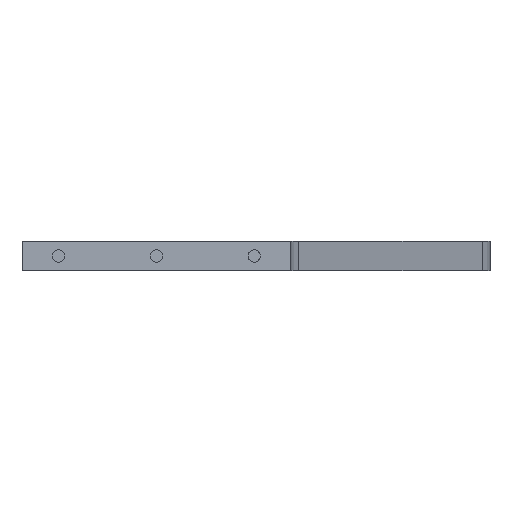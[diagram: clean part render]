
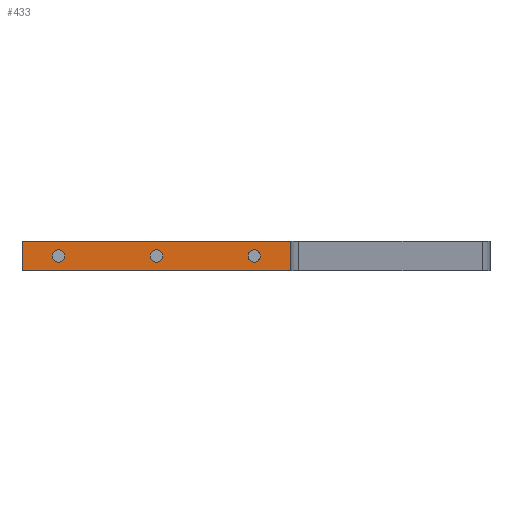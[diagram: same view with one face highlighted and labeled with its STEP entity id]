
A CAD part, front view. The second image highlights one B-rep face of the part: STEP entity #433.
In plain terms, the highlighted planar face has unit normal (0, -1, 0).
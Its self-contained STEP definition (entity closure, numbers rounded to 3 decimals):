
#12 = VERTEX_POINT ( 'NONE', #231 ) ;
#43 = VERTEX_POINT ( 'NONE', #264 ) ;
#56 = VERTEX_POINT ( 'NONE', #277 ) ;
#170 = EDGE_LOOP ( 'NONE', ( #865, #866 ) ) ;
#171 = EDGE_LOOP ( 'NONE', ( #867, #868 ) ) ;
#178 = EDGE_LOOP ( 'NONE', ( #869, #870, #871, #872 ) ) ;
#231 = CARTESIAN_POINT ( 'NONE',  ( 110., 0., 0. ) ) ;
#264 = CARTESIAN_POINT ( 'NONE',  ( 0., 0., 12. ) ) ;
#277 = CARTESIAN_POINT ( 'NONE',  ( 110., 0., 12. ) ) ;
#433 = ADVANCED_FACE ( 'NONE', ( #2356, #2360, #2358, #2359 ), #2688, .F. ) ;
#863 = ORIENTED_EDGE ( 'NONE', *, *, #1335, .F. ) ;
#864 = ORIENTED_EDGE ( 'NONE', *, *, #2500, .F. ) ;
#865 = ORIENTED_EDGE ( 'NONE', *, *, #1336, .F. ) ;
#866 = ORIENTED_EDGE ( 'NONE', *, *, #2504, .F. ) ;
#867 = ORIENTED_EDGE ( 'NONE', *, *, #1397, .F. ) ;
#868 = ORIENTED_EDGE ( 'NONE', *, *, #2508, .F. ) ;
#869 = ORIENTED_EDGE ( 'NONE', *, *, #949, .T. ) ;
#870 = ORIENTED_EDGE ( 'NONE', *, *, #1398, .F. ) ;
#871 = ORIENTED_EDGE ( 'NONE', *, *, #1309, .F. ) ;
#872 = ORIENTED_EDGE ( 'NONE', *, *, #1333, .T. ) ;
#907 = EDGE_LOOP ( 'NONE', ( #863, #864 ) ) ;
#949 = EDGE_CURVE ( 'NONE', #1104, #12, #3408, .T. ) ;
#1086 = VERTEX_POINT ( 'NONE', #5216 ) ;
#1087 = VERTEX_POINT ( 'NONE', #5220 ) ;
#1088 = VERTEX_POINT ( 'NONE', #5215 ) ;
#1104 = VERTEX_POINT ( 'NONE', #5234 ) ;
#1149 = VERTEX_POINT ( 'NONE', #5279 ) ;
#1150 = VERTEX_POINT ( 'NONE', #5280 ) ;
#1151 = VERTEX_POINT ( 'NONE', #5281 ) ;
#1309 = EDGE_CURVE ( 'NONE', #43, #56, #3498, .T. ) ;
#1333 = EDGE_CURVE ( 'NONE', #43, #1104, #5686, .T. ) ;
#1335 = EDGE_CURVE ( 'NONE', #1088, #1087, #5690, .T. ) ;
#1336 = EDGE_CURVE ( 'NONE', #1149, #1086, #5687, .T. ) ;
#1397 = EDGE_CURVE ( 'NONE', #1151, #1150, #5783, .T. ) ;
#1398 = EDGE_CURVE ( 'NONE', #56, #12, #5767, .T. ) ;
#2356 = FACE_BOUND ( 'NONE', #907, .T. ) ;
#2358 = FACE_BOUND ( 'NONE', #171, .T. ) ;
#2359 = FACE_OUTER_BOUND ( 'NONE', #178, .T. ) ;
#2360 = FACE_BOUND ( 'NONE', #170, .T. ) ;
#2500 = EDGE_CURVE ( 'NONE', #1087, #1088, #6712, .T. ) ;
#2504 = EDGE_CURVE ( 'NONE', #1086, #1149, #6710, .T. ) ;
#2508 = EDGE_CURVE ( 'NONE', #1150, #1151, #6717, .T. ) ;
#2542 = AXIS2_PLACEMENT_3D ( 'NONE', #2687, #2680, #2689 ) ;
#2680 = DIRECTION ( 'NONE',  ( 0., 1., 0. ) ) ;
#2687 = CARTESIAN_POINT ( 'NONE',  ( 0., 0., 12. ) ) ;
#2688 = PLANE ( 'NONE',  #2542 ) ;
#2689 = DIRECTION ( 'NONE',  ( 0., 0., 1. ) ) ;
#3408 = LINE ( 'NONE', #4888, #3412 ) ;
#3412 = VECTOR ( 'NONE', #4893, 1000. ) ;
#3498 = LINE ( 'NONE', #5428, #3501 ) ;
#3501 = VECTOR ( 'NONE', #5434, 1000. ) ;
#4514 = AXIS2_PLACEMENT_3D ( 'NONE', #5496, #5497, #5498 ) ;
#4515 = AXIS2_PLACEMENT_3D ( 'NONE', #5500, #5501, #5502 ) ;
#4888 = CARTESIAN_POINT ( 'NONE',  ( 0., 0., 0. ) ) ;
#4893 = DIRECTION ( 'NONE',  ( 1., 0., 0. ) ) ;
#5113 = AXIS2_PLACEMENT_3D ( 'NONE', #5652, #5653, #5654 ) ;
#5150 = AXIS2_PLACEMENT_3D ( 'NONE', #7090, #7091, #7092 ) ;
#5152 = AXIS2_PLACEMENT_3D ( 'NONE', #7100, #7101, #7102 ) ;
#5154 = AXIS2_PLACEMENT_3D ( 'NONE', #7110, #7111, #7112 ) ;
#5215 = CARTESIAN_POINT ( 'NONE',  ( 95., 0., 3.5 ) ) ;
#5216 = CARTESIAN_POINT ( 'NONE',  ( 55., 0., 8.5 ) ) ;
#5220 = CARTESIAN_POINT ( 'NONE',  ( 95., 0., 8.5 ) ) ;
#5234 = CARTESIAN_POINT ( 'NONE',  ( 0., 0., 0. ) ) ;
#5279 = CARTESIAN_POINT ( 'NONE',  ( 55., 0., 3.5 ) ) ;
#5280 = CARTESIAN_POINT ( 'NONE',  ( 15., 0., 8.5 ) ) ;
#5281 = CARTESIAN_POINT ( 'NONE',  ( 15., 0., 3.5 ) ) ;
#5428 = CARTESIAN_POINT ( 'NONE',  ( 0., 0., 12. ) ) ;
#5434 = DIRECTION ( 'NONE',  ( 1., 0., 0. ) ) ;
#5476 = DIRECTION ( 'NONE',  ( 0., 0., -1. ) ) ;
#5490 = CARTESIAN_POINT ( 'NONE',  ( 0., 0., 12. ) ) ;
#5496 = CARTESIAN_POINT ( 'NONE',  ( 95., 0., 6. ) ) ;
#5497 = DIRECTION ( 'NONE',  ( 0., -1., 0. ) ) ;
#5498 = DIRECTION ( 'NONE',  ( 0., 0., -1. ) ) ;
#5500 = CARTESIAN_POINT ( 'NONE',  ( 55., 0., 6. ) ) ;
#5501 = DIRECTION ( 'NONE',  ( 0., -1., 0. ) ) ;
#5502 = DIRECTION ( 'NONE',  ( 0., 0., -1. ) ) ;
#5637 = DIRECTION ( 'NONE',  ( 0., 0., -1. ) ) ;
#5651 = CARTESIAN_POINT ( 'NONE',  ( 110., 0., 12. ) ) ;
#5652 = CARTESIAN_POINT ( 'NONE',  ( 15., 0., 6. ) ) ;
#5653 = DIRECTION ( 'NONE',  ( 0., -1., 0. ) ) ;
#5654 = DIRECTION ( 'NONE',  ( 0., 0., -1. ) ) ;
#5686 = LINE ( 'NONE', #5490, #5689 ) ;
#5687 = CIRCLE ( 'NONE', #4515, 2.5 ) ;
#5689 = VECTOR ( 'NONE', #5476, 1000. ) ;
#5690 = CIRCLE ( 'NONE', #4514, 2.5 ) ;
#5767 = LINE ( 'NONE', #5651, #5787 ) ;
#5783 = CIRCLE ( 'NONE', #5113, 2.5 ) ;
#5787 = VECTOR ( 'NONE', #5637, 1000. ) ;
#6710 = CIRCLE ( 'NONE', #5152, 2.5 ) ;
#6712 = CIRCLE ( 'NONE', #5150, 2.5 ) ;
#6717 = CIRCLE ( 'NONE', #5154, 2.5 ) ;
#7090 = CARTESIAN_POINT ( 'NONE',  ( 95., 0., 6. ) ) ;
#7091 = DIRECTION ( 'NONE',  ( 0., -1., 0. ) ) ;
#7092 = DIRECTION ( 'NONE',  ( 0., 0., -1. ) ) ;
#7100 = CARTESIAN_POINT ( 'NONE',  ( 55., 0., 6. ) ) ;
#7101 = DIRECTION ( 'NONE',  ( 0., -1., 0. ) ) ;
#7102 = DIRECTION ( 'NONE',  ( 0., 0., -1. ) ) ;
#7110 = CARTESIAN_POINT ( 'NONE',  ( 15., 0., 6. ) ) ;
#7111 = DIRECTION ( 'NONE',  ( 0., -1., 0. ) ) ;
#7112 = DIRECTION ( 'NONE',  ( 0., 0., -1. ) ) ;
